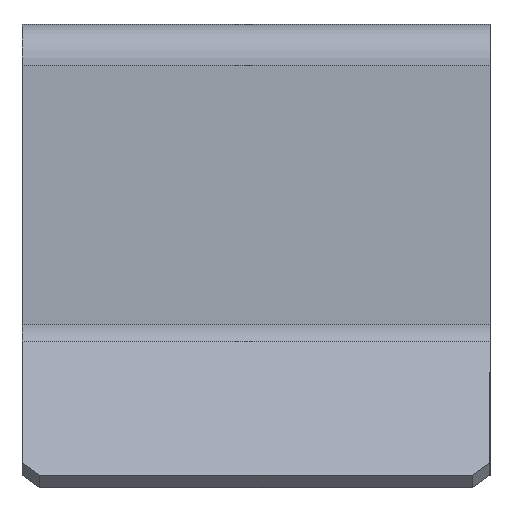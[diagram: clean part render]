
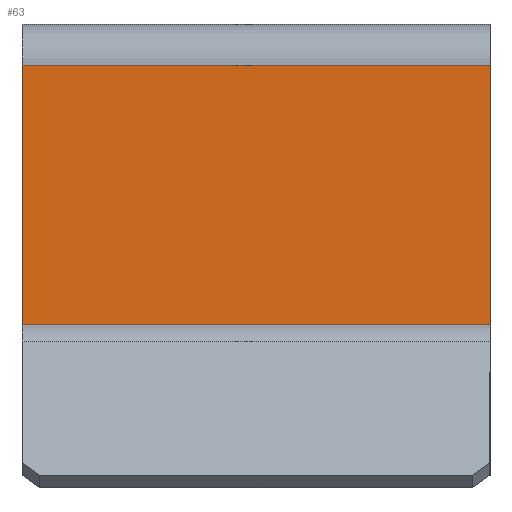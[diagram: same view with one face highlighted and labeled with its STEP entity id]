
A CAD part, left-side view. The second image highlights one B-rep face of the part: STEP entity #63.
In plain terms, the highlighted planar face has unit normal (-1, 0, 0).
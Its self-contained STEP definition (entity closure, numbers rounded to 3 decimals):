
#63=ADVANCED_FACE('',(#119),#121,.T.);
#119=FACE_BOUND('',#120,.T.);
#120=EDGE_LOOP('',(#535,#536,#537,#538));
#121=PLANE('',#122);
#122=AXIS2_PLACEMENT_3D('',#123,#124,#125);
#123=CARTESIAN_POINT('',(20.943,0.,-23.774));
#124=DIRECTION('',(-1.,0.,0.));
#125=DIRECTION('',(0.,0.,1.));
#535=ORIENTED_EDGE('',*,*,#775,.T.);
#536=ORIENTED_EDGE('',*,*,#776,.T.);
#537=ORIENTED_EDGE('',*,*,#777,.F.);
#538=ORIENTED_EDGE('',*,*,#778,.T.);
#775=EDGE_CURVE('',#895,#896,#897,.T.);
#776=EDGE_CURVE('',#896,#898,#899,.T.);
#777=EDGE_CURVE('',#900,#898,#901,.T.);
#778=EDGE_CURVE('',#900,#895,#902,.T.);
#895=VERTEX_POINT('',#1087);
#896=VERTEX_POINT('',#1088);
#897=LINE('',#1089,#1090);
#898=VERTEX_POINT('',#1092);
#899=LINE('',#1093,#1094);
#900=VERTEX_POINT('',#1096);
#901=LINE('',#1097,#1098);
#902=LINE('',#1100,#1101);
#1087=CARTESIAN_POINT('',(20.943,40.,-48.343));
#1088=CARTESIAN_POINT('',(20.943,-40.,-48.343));
#1089=CARTESIAN_POINT('',(20.943,40.,-48.343));
#1090=VECTOR('',#1091,1.);
#1091=DIRECTION('',(0.,-1.,0.));
#1092=CARTESIAN_POINT('',(20.943,-40.,-4.));
#1093=CARTESIAN_POINT('',(20.943,-40.,-48.343));
#1094=VECTOR('',#1095,1.);
#1095=DIRECTION('',(0.,0.,1.));
#1096=CARTESIAN_POINT('',(20.943,40.,-4.));
#1097=CARTESIAN_POINT('',(20.943,40.,-4.));
#1098=VECTOR('',#1099,1.);
#1099=DIRECTION('',(0.,-1.,0.));
#1100=CARTESIAN_POINT('',(20.943,40.,-4.));
#1101=VECTOR('',#1102,1.);
#1102=DIRECTION('',(0.,0.,-1.));
